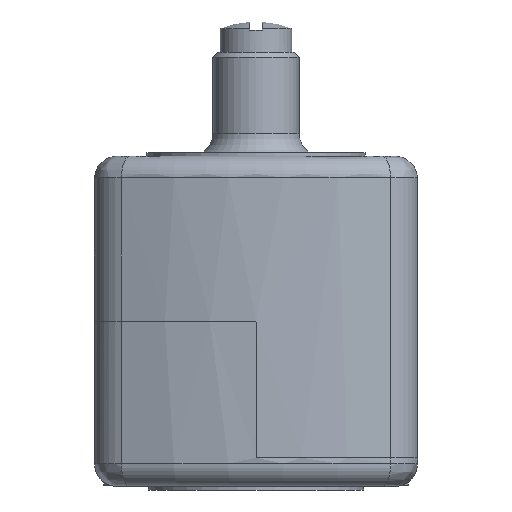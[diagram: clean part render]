
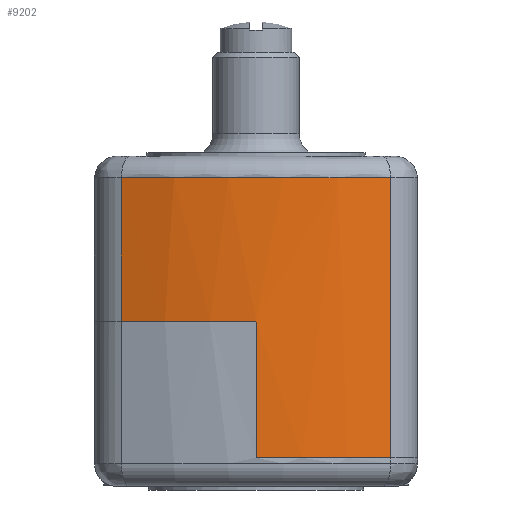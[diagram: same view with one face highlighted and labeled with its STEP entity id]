
A CAD part, left-side view. The second image highlights one B-rep face of the part: STEP entity #9202.
In plain terms, the highlighted cylindrical face has radius 50 mm (diameter 100 mm), a partial arc.
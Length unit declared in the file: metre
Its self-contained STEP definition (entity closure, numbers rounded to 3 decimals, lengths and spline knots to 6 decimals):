
#916=LINE('',#15105,#1616);
#917=LINE('',#15109,#1617);
#918=LINE('',#15110,#1618);
#1616=VECTOR('',#10775,0.019825);
#1617=VECTOR('',#10780,0.01);
#1618=VECTOR('',#10781,0.019825);
#2065=CYLINDRICAL_SURFACE('',#9766,0.05);
#2905=FACE_OUTER_BOUND('',#3459,.T.);
#3459=EDGE_LOOP('',(#7127,#7128,#7129,#7130,#7131,#7132));
#3903=CIRCLE('',#9611,0.05);
#3909=CIRCLE('',#9618,0.05);
#3953=CIRCLE('',#9767,0.05);
#4115=VERTEX_POINT('',#12139);
#4125=VERTEX_POINT('',#12159);
#4136=VERTEX_POINT('',#12182);
#4137=VERTEX_POINT('',#12184);
#4433=VERTEX_POINT('',#15103);
#4434=VERTEX_POINT('',#15107);
#4960=EDGE_CURVE('',#4125,#4115,#3903,.T.);
#4971=EDGE_CURVE('',#4136,#4137,#3909,.T.);
#5454=EDGE_CURVE('',#4136,#4433,#916,.T.);
#5455=EDGE_CURVE('',#4434,#4433,#3953,.T.);
#5456=EDGE_CURVE('',#4115,#4434,#917,.T.);
#5457=EDGE_CURVE('',#4137,#4125,#918,.T.);
#7127=ORIENTED_EDGE('',*,*,#5454,.T.);
#7128=ORIENTED_EDGE('',*,*,#5455,.F.);
#7129=ORIENTED_EDGE('',*,*,#5456,.F.);
#7130=ORIENTED_EDGE('',*,*,#4960,.F.);
#7131=ORIENTED_EDGE('',*,*,#5457,.F.);
#7132=ORIENTED_EDGE('',*,*,#4971,.F.);
#9202=ADVANCED_FACE('',(#2905),#2065,.T.);
#9611=AXIS2_PLACEMENT_3D('',#12161,#10207,#10208);
#9618=AXIS2_PLACEMENT_3D('',#12185,#10226,#10227);
#9766=AXIS2_PLACEMENT_3D('',#15106,#10776,#10777);
#9767=AXIS2_PLACEMENT_3D('',#15108,#10778,#10779);
#10207=DIRECTION('center_axis',(0.,0.,-1.));
#10208=DIRECTION('ref_axis',(-0.927,0.375,0.));
#10226=DIRECTION('center_axis',(0.,0.,1.));
#10227=DIRECTION('ref_axis',(-0.927,0.375,0.));
#10775=DIRECTION('',(0.,0.,-1.));
#10776=DIRECTION('center_axis',(0.,0.,-1.));
#10777=DIRECTION('ref_axis',(0.927,-0.375,0.));
#10778=DIRECTION('center_axis',(0.,0.,-1.));
#10779=DIRECTION('ref_axis',(0.927,-0.375,0.));
#10780=DIRECTION('',(0.,0.,1.));
#10781=DIRECTION('',(0.,0.,-1.));
#12139=CARTESIAN_POINT('',(0.041271,0.031712,0.137781));
#12159=CARTESIAN_POINT('',(0.04492,0.01296,0.137781));
#12161=CARTESIAN_POINT('Origin',(0.091271,0.03171,
0.137781));
#12182=CARTESIAN_POINT('',(0.04492,0.05046,0.176781));
#12184=CARTESIAN_POINT('',(0.04492,0.01296,0.176781));
#12185=CARTESIAN_POINT('Origin',(0.091271,0.03171,
0.176781));
#15103=CARTESIAN_POINT('',(0.04492,0.05046,0.156781));
#15105=CARTESIAN_POINT('',(0.04492,0.05046,0.176606));
#15106=CARTESIAN_POINT('Origin',(0.091271,0.03171,
0.179781));
#15107=CARTESIAN_POINT('',(0.041271,0.031712,0.156781));
#15108=CARTESIAN_POINT('Origin',(0.091271,0.03171,
0.156781));
#15109=CARTESIAN_POINT('',(0.041271,0.031712,0.156781));
#15110=CARTESIAN_POINT('',(0.04492,0.01296,0.176606));
